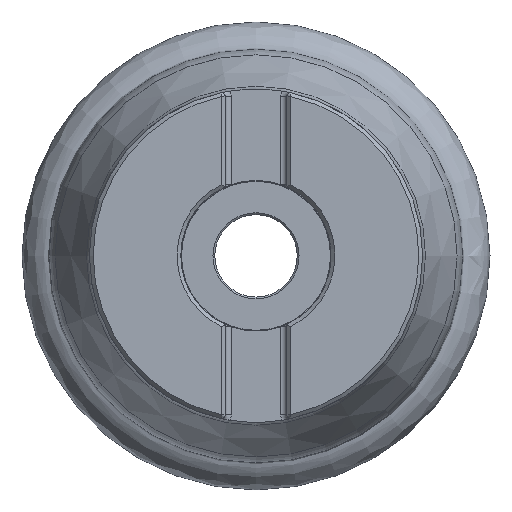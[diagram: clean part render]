
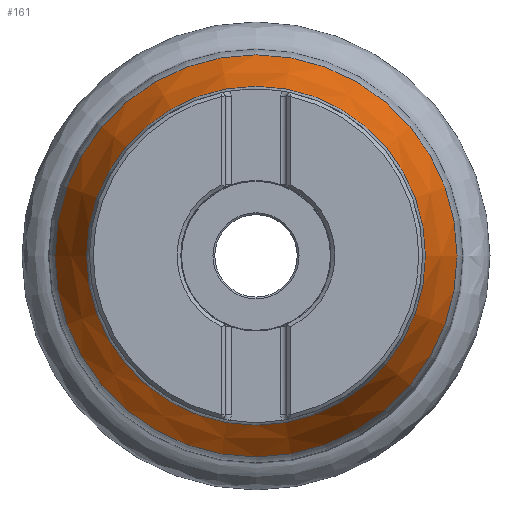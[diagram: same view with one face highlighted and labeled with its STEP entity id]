
A CAD part, top view. The second image highlights one B-rep face of the part: STEP entity #161.
In plain terms, the highlighted conical face has half-angle 22.369 degrees and reference radius 55.2 mm.
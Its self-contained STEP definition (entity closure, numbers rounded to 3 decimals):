
#82=CONICAL_SURFACE('',#1069,55.2,22.369);
#161=ADVANCED_FACE('',(#354,#355),#82,.T.);
#354=FACE_BOUND('',#407,.T.);
#355=FACE_BOUND('',#408,.T.);
#407=EDGE_LOOP('',(#516));
#408=EDGE_LOOP('',(#517));
#516=ORIENTED_EDGE('',*,*,#874,.T.);
#517=ORIENTED_EDGE('',*,*,#875,.T.);
#781=VERTEX_POINT('',#1631);
#782=VERTEX_POINT('',#1633);
#874=EDGE_CURVE('',#781,#781,#996,.T.);
#875=EDGE_CURVE('',#782,#782,#997,.T.);
#996=CIRCLE('',#1067,45.252);
#997=CIRCLE('',#1068,53.695);
#1067=AXIS2_PLACEMENT_3D('',#1630,#1238,#1239);
#1068=AXIS2_PLACEMENT_3D('',#1632,#1240,#1241);
#1069=AXIS2_PLACEMENT_3D('',#1634,#1242,#1243);
#1238=DIRECTION('',(0.,0.,-1.));
#1239=DIRECTION('',(-1.,0.,0.));
#1240=DIRECTION('',(0.,0.,1.));
#1241=DIRECTION('',(1.,0.,0.));
#1242=DIRECTION('',(0.,0.,-1.));
#1243=DIRECTION('',(-1.,0.,0.));
#1630=CARTESIAN_POINT('',(0.,0.,-13.828));
#1631=CARTESIAN_POINT('',(-45.252,0.,-13.828));
#1632=CARTESIAN_POINT('',(0.,0.,-34.343));
#1633=CARTESIAN_POINT('',(53.695,0.,-34.343));
#1634=CARTESIAN_POINT('',(0.,0.,-38.));
